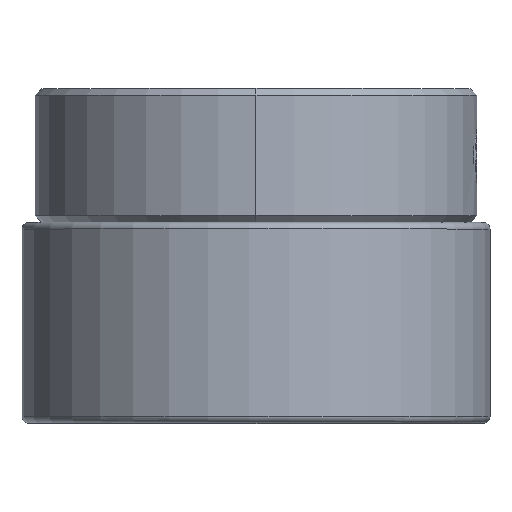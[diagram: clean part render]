
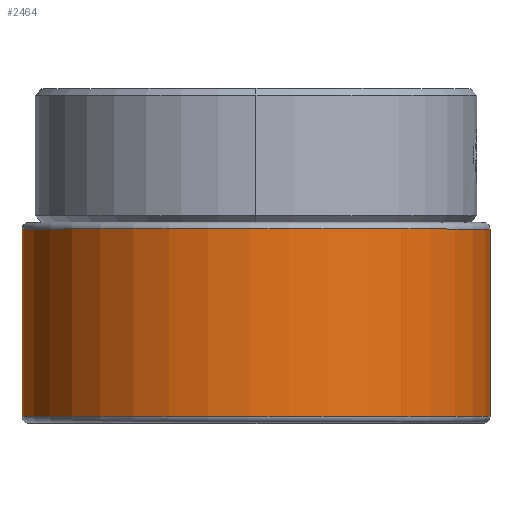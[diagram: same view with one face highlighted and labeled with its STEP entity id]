
A CAD part, top view. The second image highlights one B-rep face of the part: STEP entity #2464.
In plain terms, the highlighted cylindrical face has radius 17.5 mm (diameter 35 mm), a partial arc.
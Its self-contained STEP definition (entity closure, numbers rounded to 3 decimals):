
#51 = VERTEX_POINT ( 'NONE', #2566 ) ;
#90 = VERTEX_POINT ( 'NONE', #659 ) ;
#108 = DIRECTION ( 'NONE',  ( 0., 0., -1. ) ) ;
#169 = EDGE_CURVE ( 'NONE', #90, #51, #2156, .T. ) ;
#248 = DIRECTION ( 'NONE',  ( 1., 0., 0. ) ) ;
#287 = CARTESIAN_POINT ( 'NONE',  ( 0., 0., 14.5 ) ) ;
#411 = CYLINDRICAL_SURFACE ( 'NONE', #871, 17.5 ) ;
#416 = CIRCLE ( 'NONE', #1089, 17.5 ) ;
#466 = DIRECTION ( 'NONE',  ( 0., 0., 1. ) ) ;
#490 = CARTESIAN_POINT ( 'NONE',  ( -17.5, 0., 15. ) ) ;
#634 = DIRECTION ( 'NONE',  ( -1., 0., 0. ) ) ;
#659 = CARTESIAN_POINT ( 'NONE',  ( 17.5, 0., 0.5 ) ) ;
#729 = EDGE_CURVE ( 'NONE', #1939, #51, #878, .T. ) ;
#743 = EDGE_CURVE ( 'NONE', #1939, #2157, #416, .T. ) ;
#831 = CARTESIAN_POINT ( 'NONE',  ( 17.5, 0., 14.5 ) ) ;
#871 = AXIS2_PLACEMENT_3D ( 'NONE', #1426, #1793, #634 ) ;
#878 = LINE ( 'NONE', #490, #1427 ) ;
#892 = DIRECTION ( 'NONE',  ( 0., 0., -1. ) ) ;
#969 = EDGE_CURVE ( 'NONE', #2157, #90, #2094, .T. ) ;
#1020 = FACE_OUTER_BOUND ( 'NONE', #2353, .T. ) ;
#1089 = AXIS2_PLACEMENT_3D ( 'NONE', #287, #108, #1333 ) ;
#1196 = ORIENTED_EDGE ( 'NONE', *, *, #729, .F. ) ;
#1258 = CARTESIAN_POINT ( 'NONE',  ( 0., 0., 0.5 ) ) ;
#1313 = AXIS2_PLACEMENT_3D ( 'NONE', #1258, #466, #248 ) ;
#1333 = DIRECTION ( 'NONE',  ( 1., 0., 0. ) ) ;
#1349 = CARTESIAN_POINT ( 'NONE',  ( 17.5, 0., 15. ) ) ;
#1426 = CARTESIAN_POINT ( 'NONE',  ( 0., 0., 15. ) ) ;
#1427 = VECTOR ( 'NONE', #2076, 1000. ) ;
#1629 = ORIENTED_EDGE ( 'NONE', *, *, #743, .T. ) ;
#1793 = DIRECTION ( 'NONE',  ( 0., 0., -1. ) ) ;
#1939 = VERTEX_POINT ( 'NONE', #2006 ) ;
#2006 = CARTESIAN_POINT ( 'NONE',  ( -17.5, 0., 14.5 ) ) ;
#2011 = ORIENTED_EDGE ( 'NONE', *, *, #969, .T. ) ;
#2076 = DIRECTION ( 'NONE',  ( 0., 0., -1. ) ) ;
#2094 = LINE ( 'NONE', #1349, #2475 ) ;
#2156 = CIRCLE ( 'NONE', #1313, 17.5 ) ;
#2157 = VERTEX_POINT ( 'NONE', #831 ) ;
#2163 = ORIENTED_EDGE ( 'NONE', *, *, #169, .T. ) ;
#2353 = EDGE_LOOP ( 'NONE', ( #1629, #2011, #2163, #1196 ) ) ;
#2464 = ADVANCED_FACE ( 'NONE', ( #1020 ), #411, .T. ) ;
#2475 = VECTOR ( 'NONE', #892, 1000. ) ;
#2566 = CARTESIAN_POINT ( 'NONE',  ( -17.5, 0., 0.5 ) ) ;
